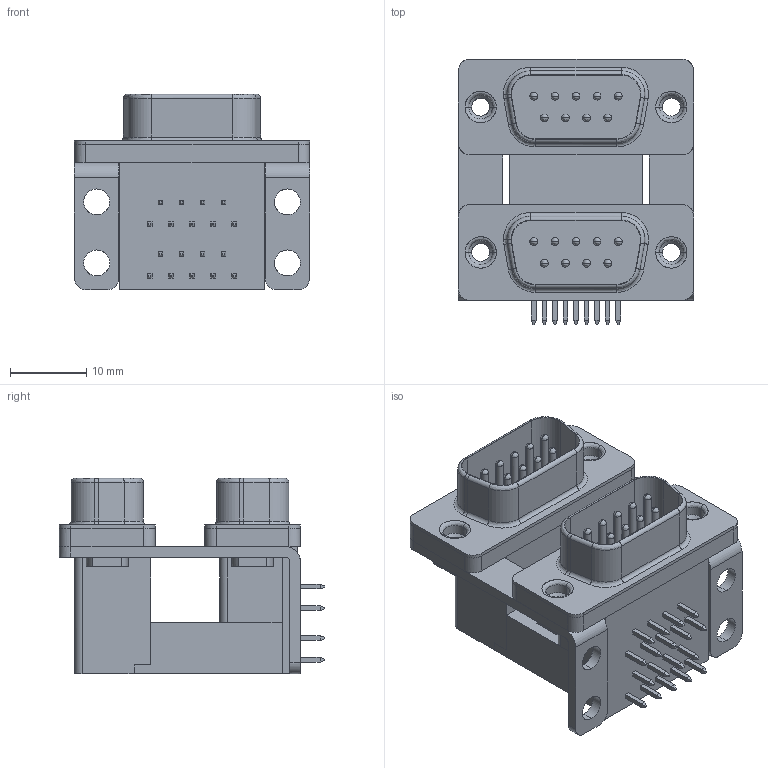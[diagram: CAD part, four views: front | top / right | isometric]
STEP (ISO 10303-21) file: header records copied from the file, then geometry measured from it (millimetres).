
FILE_DESCRIPTION (( 'STEP AP214' ), '1' );
FILE_NAME ('K42X-E9P_P-A4N.STEP', '2023-10-05T19:40:36', ( '' ), ( '' ), 'SwSTEP 2.0', 'SolidWorks 2022', '' );
FILE_SCHEMA (( 'AUTOMOTIVE_DESIGN' ));
Length unit declared in the file: millimetre
Products named in the file (1): K42X-E9P_P-A4N
Bounding box: 30.81 x 34.78 x 25.6 mm (x, y, z)
Surface area: 6751.2 mm2 (no closed solid volume)
Topology: 0 solids, 2 shells, 475 faces, 1142 edges, 672 vertices
Faces by surface type: bspline 475
Entity records: 16334 total; most frequent: CARTESIAN_POINT 8254, ORIENTED_EDGE 2195, EDGE_CURVE 1106, B_SPLINE_CURVE_WITH_KNOTS 846, VERTEX_POINT 672, EDGE_LOOP 537, FACE_OUTER_BOUND 475, ADVANCED_FACE 475
